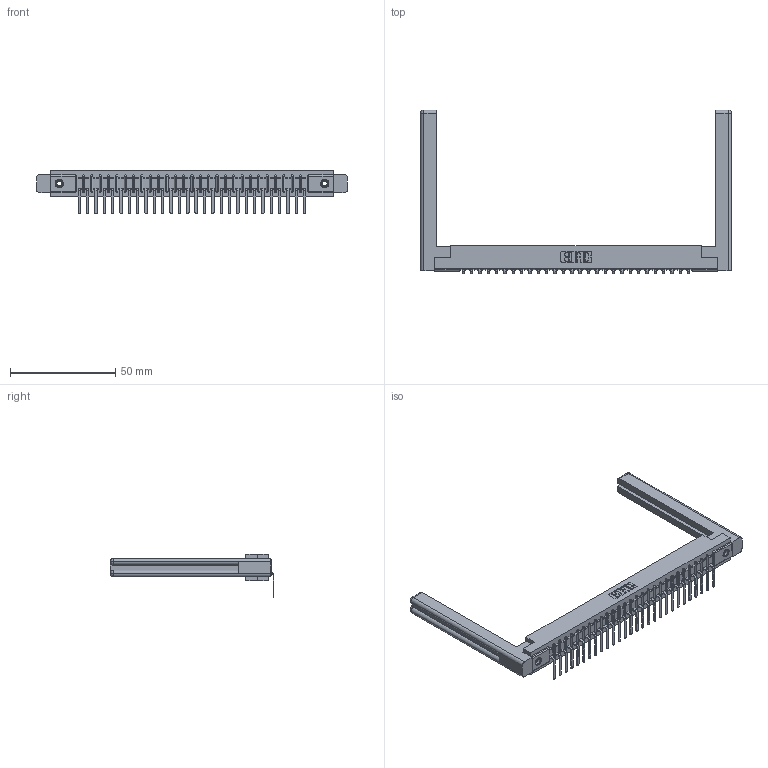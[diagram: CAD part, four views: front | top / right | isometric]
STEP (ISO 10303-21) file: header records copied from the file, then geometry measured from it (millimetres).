
FILE_DESCRIPTION (( 'STEP AP203' ), '1' );
FILE_NAME ('307-028-457-158.STEP', '2020-09-28T08:03:21', ( '' ), ( '' ), 'SwSTEP 2.0', 'SolidWorks 2020', '' );
FILE_SCHEMA (( 'CONFIG_CONTROL_DESIGN' ));
Length unit declared in the file: inch
Products named in the file (5): 307-290-002_557; 307-220-058; 307-028-457-158; 307 Part_.156 Dia Mounting Holes; 345-250-001_345-250-001-102
Assembly tree (33 placements, depth 2):
  307-028-457-158
    307 Part_.156 Dia Mounting Holes
    307-290-002_557  x28
    307-220-058  x2
    345-250-001_345-250-001-102  x2
Bounding box: 147.57 x 77.64 x 20.66 mm (x, y, z)
Volume: 22883.7 mm3; surface area: 24836.8 mm2
Topology: 33 solids, 33 shells, 2473 faces, 7509 edges, 4914 vertices
Faces by surface type: plane 1470, cylinder 921, sphere 58, torus 12, cone 12
Entity records: 29217 total; most frequent: CARTESIAN_POINT 4935, ORIENTED_EDGE 4864, DIRECTION 4762, EDGE_CURVE 2432, LINE 1852, VECTOR 1852, VERTEX_POINT 1574, AXIS2_PLACEMENT_3D 1455
